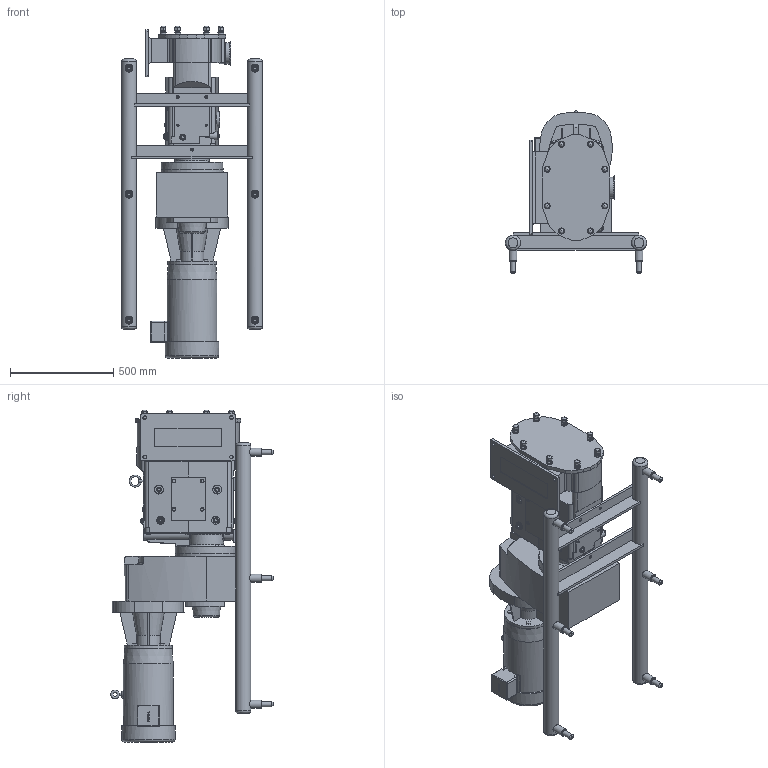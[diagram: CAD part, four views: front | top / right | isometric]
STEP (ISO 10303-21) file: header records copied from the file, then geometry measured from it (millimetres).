
FILE_DESCRIPTION(/* description */ (''),/* implementation_level */ '2;1');
FILE_NAME(/* name */ 'U3_214U3_215TC_(3.55 x 12.8)x4.0_S-Line_10HP_LH_SM.stp',/* time_stamp */ '2021-05-24T19:16:25+06:00',/* author */ ('trtmhr'),/* organization */ (''),/* preprocessor_version */ 'ST-DEVELOPER v18.1',/* originating_system */ 'Autodesk Inventor 2020',/* authorisation */ '');
FILE_SCHEMA (('AUTOMOTIVE_DESIGN { 1 0 10303 214 3 1 1 }'));
Length unit declared in the file: inch
Products named in the file (1): U3_214U3_215TC_(3.55 x 12.8)x4.0_S-Line_10HP_LH_SM
Bounding box: 682.62 x 786.27 x 1606.32 mm (x, y, z)
Volume: 147327781.8 mm3; surface area: 3950033.2 mm2
Topology: 4 solids, 4 shells, 964 faces, 2604 edges, 1721 vertices
Faces by surface type: plane 495, cylinder 240, bspline 85, torus 73, cone 63, sphere 8
Full cylindrical faces by diameter (mm): 6.39 x1, 7.798 x1, 10.719 x4, 12.141 x1, 12.7 x2, 14.3 x3, 15.24 x1, 17.526 x4, 23.012 x8, 23.876 x3, 25.4 x11, 29.083 x8, 29.21 x2, 31.75 x3, 38.1 x10, 42.672 x2, 101.6 x1, 102.946 x2, 103.962 x1, 119.024 x1, 232.994 x1, 241.579 x1, 258.572 x1, 299.974 x1, 299.999 x1
Entity records: 33225 total; most frequent: CARTESIAN_POINT 9021, ORIENTED_EDGE 5166, DIRECTION 4905, EDGE_CURVE 2583, AXIS2_PLACEMENT_3D 1815, VERTEX_POINT 1721, LINE 1275, VECTOR 1275
